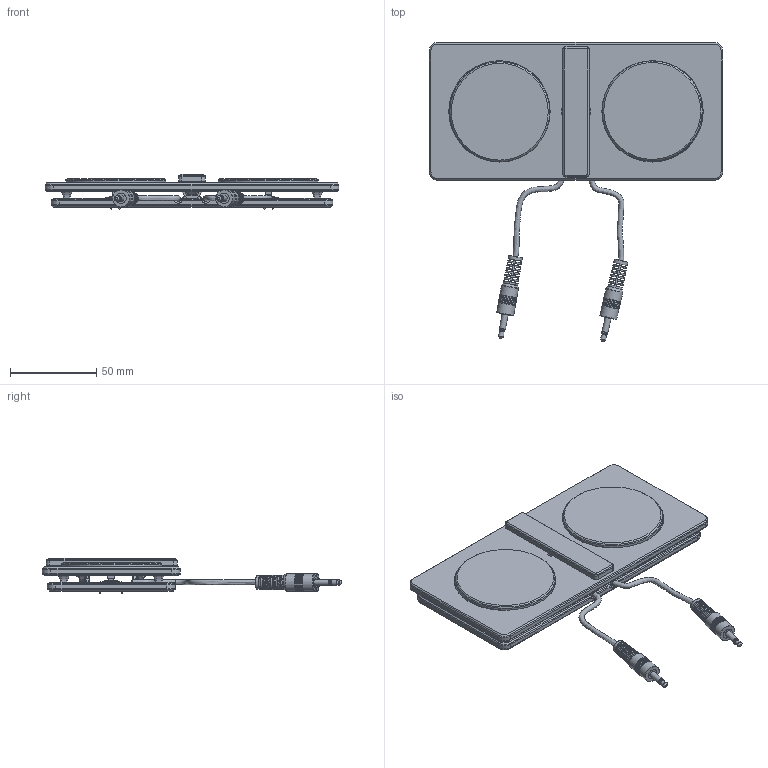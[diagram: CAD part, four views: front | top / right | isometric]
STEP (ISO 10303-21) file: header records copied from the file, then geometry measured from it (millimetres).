
FILE_DESCRIPTION(/* description */ (''),/* implementation_level */ '2;1');
FILE_NAME(/* name */ 'ORS_Assembly.step',/* time_stamp */ '2020-12-04T10:10:46-08:00',/* author */ (''),/* organization */ (''),/* preprocessor_version */ 'ST-DEVELOPER v18.1',/* originating_system */ 'Autodesk Translation Framework v9.3.0.1241',/* authorisation */ '');
FILE_SCHEMA (('AUTOMOTIVE_DESIGN { 1 0 10303 214 3 1 1 }'));
Products named in the file (10): ORS_Assembly; OMRON_B3F_5050 v3; ORS_Bottom_Piece; ORS_Button_Pin; ORS_Top_Piece; ORS_Button_Piece; ORS_Divider; Mono_Plug; Mono_Cable; Mono_Cable 2
Assembly tree (13 placements, depth 2):
  ORS_Assembly
    OMRON_B3F_5050 v3  x2
    ORS_Bottom_Piece
    ORS_Button_Pin  x2
    ORS_Top_Piece
    ORS_Button_Piece  x2
    ORS_Divider
    Mono_Plug  x2
    Mono_Cable
    Mono_Cable 2
Bounding box: 170 x 173.41 x 20.57 mm (x, y, z)
Volume: 89622.6 mm3; surface area: 77356.2 mm2
Topology: 17 solids, 17 shells, 1799 faces, 4455 edges, 2809 vertices
Faces by surface type: plane 663, bspline 461, cylinder 378, torus 188, cone 105, sphere 4
Full cylindrical faces by diameter (mm): 1.5 x12, 1.6 x4, 3.3 x4, 3.5 x2, 6 x4, 6.5 x2, 7.1 x2, 9 x10, 10 x12, 11.5 x1, 12 x1, 18 x1, 58.1 x2, 58.7 x2
Entity records: 50206 total; most frequent: CARTESIAN_POINT 18496, ORIENTED_EDGE 7012, DIRECTION 5711, EDGE_CURVE 3506, VERTEX_POINT 2233, AXIS2_PLACEMENT_3D 2034, LINE 1643, VECTOR 1643
